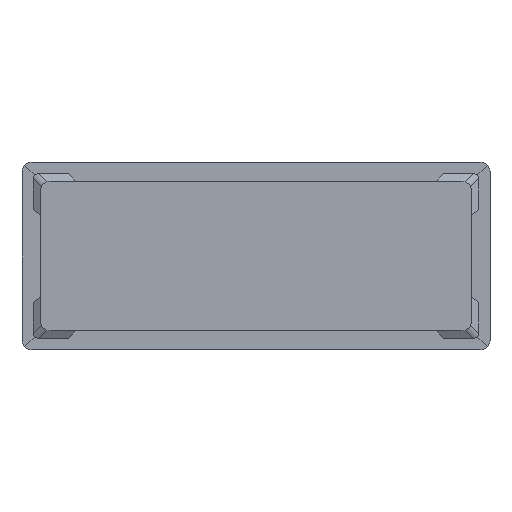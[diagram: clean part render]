
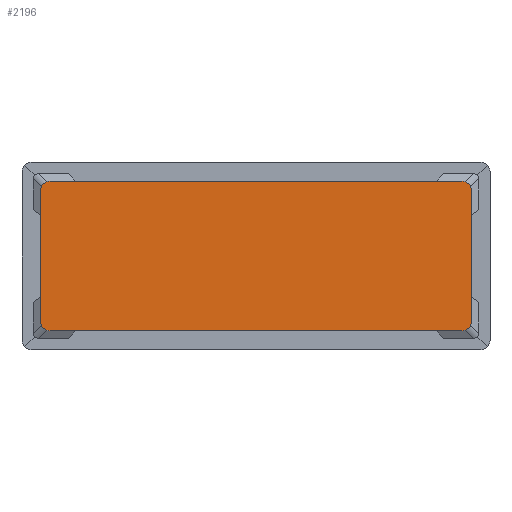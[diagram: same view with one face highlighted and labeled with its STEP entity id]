
A CAD part, front view. The second image highlights one B-rep face of the part: STEP entity #2196.
In plain terms, the highlighted planar face has unit normal (0, -1, 0).
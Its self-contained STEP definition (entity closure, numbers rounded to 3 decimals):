
#45 = ORIENTED_EDGE ( 'NONE', *, *, #1102, .T. ) ;
#95 = DIRECTION ( 'NONE',  ( 0., -1., 0. ) ) ;
#106 = CARTESIAN_POINT ( 'NONE',  ( -23., 0., 0. ) ) ;
#177 = VECTOR ( 'NONE', #1529, 1000. ) ;
#312 = DIRECTION ( 'NONE',  ( 0., 0., 1. ) ) ;
#366 = CARTESIAN_POINT ( 'NONE',  ( -25., 0., -8. ) ) ;
#369 = CARTESIAN_POINT ( 'NONE',  ( 23., 0., 7. ) ) ;
#421 = EDGE_CURVE ( 'NONE', #2025, #2338, #3278, .T. ) ;
#518 = AXIS2_PLACEMENT_3D ( 'NONE', #2122, #620, #2078 ) ;
#620 = DIRECTION ( 'NONE',  ( 0., -1., 0. ) ) ;
#664 = CARTESIAN_POINT ( 'NONE',  ( 23., 0., -7. ) ) ;
#667 = DIRECTION ( 'NONE',  ( 1., 0., 0. ) ) ;
#705 = DIRECTION ( 'NONE',  ( 0., -1., 0. ) ) ;
#910 = ORIENTED_EDGE ( 'NONE', *, *, #1826, .T. ) ;
#977 = DIRECTION ( 'NONE',  ( 0., 1., 0. ) ) ;
#1018 = EDGE_CURVE ( 'NONE', #2844, #2739, #4411, .T. ) ;
#1102 = EDGE_CURVE ( 'NONE', #3554, #3369, #4210, .T. ) ;
#1285 = EDGE_LOOP ( 'NONE', ( #1355, #1754, #2128, #2220, #45, #3430, #2065, #910 ) ) ;
#1290 = CARTESIAN_POINT ( 'NONE',  ( -23., 0., 7. ) ) ;
#1333 = LINE ( 'NONE', #1706, #1741 ) ;
#1334 = CARTESIAN_POINT ( 'NONE',  ( -25., 0., -6.5 ) ) ;
#1355 = ORIENTED_EDGE ( 'NONE', *, *, #1018, .T. ) ;
#1375 = CIRCLE ( 'NONE', #4029, 1. ) ;
#1440 = AXIS2_PLACEMENT_3D ( 'NONE', #3612, #95, #2857 ) ;
#1463 = CARTESIAN_POINT ( 'NONE',  ( 22., 0., -8. ) ) ;
#1528 = VERTEX_POINT ( 'NONE', #664 ) ;
#1529 = DIRECTION ( 'NONE',  ( 0., 0., -1. ) ) ;
#1544 = CARTESIAN_POINT ( 'NONE',  ( 22., 0., -7. ) ) ;
#1706 = CARTESIAN_POINT ( 'NONE',  ( 23., 0., -10. ) ) ;
#1741 = VECTOR ( 'NONE', #2407, 1000. ) ;
#1754 = ORIENTED_EDGE ( 'NONE', *, *, #3639, .T. ) ;
#1826 = EDGE_CURVE ( 'NONE', #4435, #2844, #3392, .T. ) ;
#2010 = CIRCLE ( 'NONE', #518, 1. ) ;
#2025 = VERTEX_POINT ( 'NONE', #1290 ) ;
#2065 = ORIENTED_EDGE ( 'NONE', *, *, #2859, .T. ) ;
#2078 = DIRECTION ( 'NONE',  ( 0., 0., 1. ) ) ;
#2122 = CARTESIAN_POINT ( 'NONE',  ( -22., 0., 7. ) ) ;
#2128 = ORIENTED_EDGE ( 'NONE', *, *, #421, .T. ) ;
#2196 = ADVANCED_FACE ( 'NONE', ( #3089 ), #4510, .F. ) ;
#2220 = ORIENTED_EDGE ( 'NONE', *, *, #3058, .T. ) ;
#2254 = EDGE_CURVE ( 'NONE', #3369, #1528, #1375, .T. ) ;
#2338 = VERTEX_POINT ( 'NONE', #3944 ) ;
#2407 = DIRECTION ( 'NONE',  ( 0., 0., 1. ) ) ;
#2408 = DIRECTION ( 'NONE',  ( 0., 0., 1. ) ) ;
#2580 = VECTOR ( 'NONE', #4064, 1000. ) ;
#2660 = CARTESIAN_POINT ( 'NONE',  ( 25., 0., 8. ) ) ;
#2739 = VERTEX_POINT ( 'NONE', #3003 ) ;
#2840 = CIRCLE ( 'NONE', #1440, 1. ) ;
#2844 = VERTEX_POINT ( 'NONE', #4559 ) ;
#2857 = DIRECTION ( 'NONE',  ( 0., 0., 1. ) ) ;
#2859 = EDGE_CURVE ( 'NONE', #1528, #4435, #1333, .T. ) ;
#2925 = DIRECTION ( 'NONE',  ( 0., 0., 1. ) ) ;
#3003 = CARTESIAN_POINT ( 'NONE',  ( -22., 0., 8. ) ) ;
#3039 = CARTESIAN_POINT ( 'NONE',  ( -22., 0., -8. ) ) ;
#3058 = EDGE_CURVE ( 'NONE', #2338, #3554, #2840, .T. ) ;
#3089 = FACE_OUTER_BOUND ( 'NONE', #1285, .T. ) ;
#3180 = AXIS2_PLACEMENT_3D ( 'NONE', #3482, #705, #312 ) ;
#3278 = LINE ( 'NONE', #106, #177 ) ;
#3369 = VERTEX_POINT ( 'NONE', #1463 ) ;
#3392 = CIRCLE ( 'NONE', #3180, 1. ) ;
#3430 = ORIENTED_EDGE ( 'NONE', *, *, #2254, .T. ) ;
#3482 = CARTESIAN_POINT ( 'NONE',  ( 22., 0., 7. ) ) ;
#3554 = VERTEX_POINT ( 'NONE', #3039 ) ;
#3612 = CARTESIAN_POINT ( 'NONE',  ( -22., 0., -7. ) ) ;
#3639 = EDGE_CURVE ( 'NONE', #2739, #2025, #2010, .T. ) ;
#3944 = CARTESIAN_POINT ( 'NONE',  ( -23., 0., -7. ) ) ;
#4029 = AXIS2_PLACEMENT_3D ( 'NONE', #1544, #4338, #2925 ) ;
#4064 = DIRECTION ( 'NONE',  ( -1., 0., 0. ) ) ;
#4210 = LINE ( 'NONE', #366, #4433 ) ;
#4322 = AXIS2_PLACEMENT_3D ( 'NONE', #1334, #977, #2408 ) ;
#4338 = DIRECTION ( 'NONE',  ( 0., -1., 0. ) ) ;
#4411 = LINE ( 'NONE', #2660, #2580 ) ;
#4433 = VECTOR ( 'NONE', #667, 1000. ) ;
#4435 = VERTEX_POINT ( 'NONE', #369 ) ;
#4510 = PLANE ( 'NONE',  #4322 ) ;
#4559 = CARTESIAN_POINT ( 'NONE',  ( 22., 0., 8. ) ) ;
